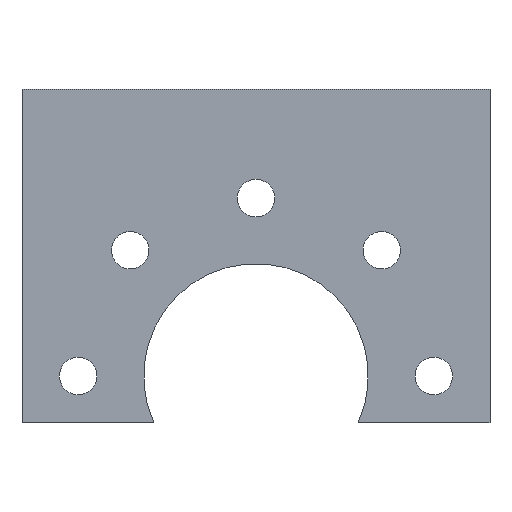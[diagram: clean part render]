
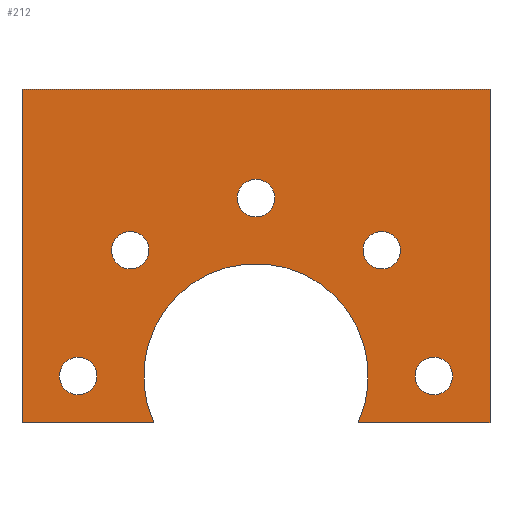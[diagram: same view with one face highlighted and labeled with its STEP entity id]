
A CAD part, left-side view. The second image highlights one B-rep face of the part: STEP entity #212.
In plain terms, the highlighted planar face has unit normal (-1, 0, 0).
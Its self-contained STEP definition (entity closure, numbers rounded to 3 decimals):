
#4 = ORIENTED_EDGE ( 'NONE', *, *, #479, .T. ) ;
#9 = CIRCLE ( 'NONE', #38, 1. ) ;
#10 = CARTESIAN_POINT ( 'NONE',  ( -46.556, 8.196, -16.389 ) ) ;
#15 = CARTESIAN_POINT ( 'NONE',  ( -46.556, 1.15, -16.389 ) ) ;
#21 = EDGE_CURVE ( 'NONE', #565, #477, #356, .T. ) ;
#27 = CIRCLE ( 'NONE', #78, 1. ) ;
#36 = DIRECTION ( 'NONE',  ( 1., 0., 0. ) ) ;
#37 = VECTOR ( 'NONE', #43, 1000. ) ;
#38 = AXIS2_PLACEMENT_3D ( 'NONE', #549, #291, #339 ) ;
#42 = DIRECTION ( 'NONE',  ( 1., 0., 0. ) ) ;
#43 = DIRECTION ( 'NONE',  ( 0., -1., 0. ) ) ;
#51 = CARTESIAN_POINT ( 'NONE',  ( -46.556, -16.804, -16.389 ) ) ;
#56 = DIRECTION ( 'NONE',  ( 1., 0., 0. ) ) ;
#68 = ORIENTED_EDGE ( 'NONE', *, *, #512, .T. ) ;
#71 = AXIS2_PLACEMENT_3D ( 'NONE', #501, #605, #663 ) ;
#78 = AXIS2_PLACEMENT_3D ( 'NONE', #138, #306, #359 ) ;
#93 = EDGE_LOOP ( 'NONE', ( #468, #532, #199, #578, #654, #405 ) ) ;
#95 = DIRECTION ( 'NONE',  ( 1., 0., 0. ) ) ;
#99 = CARTESIAN_POINT ( 'NONE',  ( -46.556, 2.413, -7.172 ) ) ;
#108 = DIRECTION ( 'NONE',  ( 0., 0., -1. ) ) ;
#109 = VERTEX_POINT ( 'NONE', #387 ) ;
#113 = CARTESIAN_POINT ( 'NONE',  ( -46.556, -4.304, -3.389 ) ) ;
#119 = VERTEX_POINT ( 'NONE', #499 ) ;
#122 = AXIS2_PLACEMENT_3D ( 'NONE', #537, #177, #495 ) ;
#128 = CARTESIAN_POINT ( 'NONE',  ( -46.556, -13.804, -14.889 ) ) ;
#131 = EDGE_LOOP ( 'NONE', ( #535, #567 ) ) ;
#133 = VECTOR ( 'NONE', #163, 1000. ) ;
#138 = CARTESIAN_POINT ( 'NONE',  ( -46.556, -11.022, -7.172 ) ) ;
#145 = PLANE ( 'NONE',  #71 ) ;
#150 = EDGE_CURVE ( 'NONE', #260, #119, #436, .T. ) ;
#158 = AXIS2_PLACEMENT_3D ( 'NONE', #480, #56, #473 ) ;
#159 = EDGE_LOOP ( 'NONE', ( #68, #4 ) ) ;
#163 = DIRECTION ( 'NONE',  ( 0., -1., 0. ) ) ;
#165 = CARTESIAN_POINT ( 'NONE',  ( -46.556, 5.196, -13.889 ) ) ;
#166 = EDGE_LOOP ( 'NONE', ( #413, #211 ) ) ;
#171 = AXIS2_PLACEMENT_3D ( 'NONE', #607, #183, #347 ) ;
#177 = DIRECTION ( 'NONE',  ( 1., 0., 0. ) ) ;
#183 = DIRECTION ( 'NONE',  ( 1., 0., 0. ) ) ;
#189 = VERTEX_POINT ( 'NONE', #310 ) ;
#194 = CARTESIAN_POINT ( 'NONE',  ( -46.556, -16.804, 1.43 ) ) ;
#199 = ORIENTED_EDGE ( 'NONE', *, *, #336, .T. ) ;
#203 = LINE ( 'NONE', #256, #37 ) ;
#211 = ORIENTED_EDGE ( 'NONE', *, *, #360, .T. ) ;
#212 = ADVANCED_FACE ( 'NONE', ( #401, #450, #404, #265, #668, #612 ), #145, .F. ) ;
#214 = EDGE_CURVE ( 'NONE', #222, #556, #27, .T. ) ;
#217 = CIRCLE ( 'NONE', #589, 1. ) ;
#219 = VECTOR ( 'NONE', #513, 1000. ) ;
#222 = VERTEX_POINT ( 'NONE', #504 ) ;
#241 = EDGE_CURVE ( 'NONE', #109, #583, #203, .T. ) ;
#251 = AXIS2_PLACEMENT_3D ( 'NONE', #432, #526, #108 ) ;
#256 = CARTESIAN_POINT ( 'NONE',  ( -46.556, 8.196, 1.43 ) ) ;
#260 = VERTEX_POINT ( 'NONE', #467 ) ;
#263 = AXIS2_PLACEMENT_3D ( 'NONE', #99, #95, #616 ) ;
#265 = FACE_BOUND ( 'NONE', #159, .T. ) ;
#272 = EDGE_LOOP ( 'NONE', ( #425, #527 ) ) ;
#274 = CARTESIAN_POINT ( 'NONE',  ( -46.556, 2.413, -8.172 ) ) ;
#280 = EDGE_CURVE ( 'NONE', #477, #565, #300, .T. ) ;
#291 = DIRECTION ( 'NONE',  ( 1., 0., 0. ) ) ;
#297 = DIRECTION ( 'NONE',  ( 0., 0., 1. ) ) ;
#300 = CIRCLE ( 'NONE', #263, 1. ) ;
#301 = CARTESIAN_POINT ( 'NONE',  ( -46.556, -4.304, -5.389 ) ) ;
#302 = CIRCLE ( 'NONE', #158, 1. ) ;
#306 = DIRECTION ( 'NONE',  ( 1., 0., 0. ) ) ;
#308 = EDGE_CURVE ( 'NONE', #364, #109, #455, .T. ) ;
#310 = CARTESIAN_POINT ( 'NONE',  ( -46.556, -9.758, -16.389 ) ) ;
#315 = DIRECTION ( 'NONE',  ( 0., 0., 1. ) ) ;
#334 = CIRCLE ( 'NONE', #423, 1. ) ;
#336 = EDGE_CURVE ( 'NONE', #364, #456, #470, .T. ) ;
#339 = DIRECTION ( 'NONE',  ( 0., 0., -1. ) ) ;
#346 = CIRCLE ( 'NONE', #399, 1. ) ;
#347 = DIRECTION ( 'NONE',  ( 0., 0., -1. ) ) ;
#356 = CIRCLE ( 'NONE', #643, 1. ) ;
#359 = DIRECTION ( 'NONE',  ( 0., 0., -1. ) ) ;
#360 = EDGE_CURVE ( 'NONE', #119, #260, #217, .T. ) ;
#361 = EDGE_LOOP ( 'NONE', ( #367, #625 ) ) ;
#364 = VERTEX_POINT ( 'NONE', #10 ) ;
#367 = ORIENTED_EDGE ( 'NONE', *, *, #280, .T. ) ;
#371 = LINE ( 'NONE', #406, #219 ) ;
#387 = CARTESIAN_POINT ( 'NONE',  ( -46.556, 8.196, 1.43 ) ) ;
#390 = DIRECTION ( 'NONE',  ( 0., 0., -1. ) ) ;
#399 = AXIS2_PLACEMENT_3D ( 'NONE', #657, #42, #390 ) ;
#400 = CARTESIAN_POINT ( 'NONE',  ( -46.556, -11.022, -6.172 ) ) ;
#401 = FACE_BOUND ( 'NONE', #166, .T. ) ;
#404 = FACE_BOUND ( 'NONE', #272, .T. ) ;
#405 = ORIENTED_EDGE ( 'NONE', *, *, #514, .T. ) ;
#406 = CARTESIAN_POINT ( 'NONE',  ( -46.556, 8.196, -16.389 ) ) ;
#413 = ORIENTED_EDGE ( 'NONE', *, *, #150, .T. ) ;
#423 = AXIS2_PLACEMENT_3D ( 'NONE', #594, #36, #655 ) ;
#425 = ORIENTED_EDGE ( 'NONE', *, *, #442, .T. ) ;
#432 = CARTESIAN_POINT ( 'NONE',  ( -46.556, -4.304, -4.389 ) ) ;
#436 = CIRCLE ( 'NONE', #122, 1. ) ;
#437 = DIRECTION ( 'NONE',  ( 1., 0., 0. ) ) ;
#442 = EDGE_CURVE ( 'NONE', #606, #491, #615, .T. ) ;
#450 = FACE_BOUND ( 'NONE', #361, .T. ) ;
#455 = LINE ( 'NONE', #666, #600 ) ;
#456 = VERTEX_POINT ( 'NONE', #15 ) ;
#467 = CARTESIAN_POINT ( 'NONE',  ( -46.556, 5.196, -14.889 ) ) ;
#468 = ORIENTED_EDGE ( 'NONE', *, *, #241, .F. ) ;
#470 = LINE ( 'NONE', #476, #133 ) ;
#473 = DIRECTION ( 'NONE',  ( 0., 0., -1. ) ) ;
#476 = CARTESIAN_POINT ( 'NONE',  ( -46.556, 8.196, -16.389 ) ) ;
#477 = VERTEX_POINT ( 'NONE', #274 ) ;
#479 = EDGE_CURVE ( 'NONE', #506, #511, #302, .T. ) ;
#480 = CARTESIAN_POINT ( 'NONE',  ( -46.556, -13.804, -13.889 ) ) ;
#491 = VERTEX_POINT ( 'NONE', #113 ) ;
#495 = DIRECTION ( 'NONE',  ( 0., 0., -1. ) ) ;
#498 = CARTESIAN_POINT ( 'NONE',  ( -46.556, -16.804, 23.611 ) ) ;
#499 = CARTESIAN_POINT ( 'NONE',  ( -46.556, 5.196, -12.889 ) ) ;
#501 = CARTESIAN_POINT ( 'NONE',  ( -46.556, 8.196, 23.611 ) ) ;
#504 = CARTESIAN_POINT ( 'NONE',  ( -46.556, -11.022, -8.172 ) ) ;
#506 = VERTEX_POINT ( 'NONE', #645 ) ;
#511 = VERTEX_POINT ( 'NONE', #128 ) ;
#512 = EDGE_CURVE ( 'NONE', #511, #506, #9, .T. ) ;
#513 = DIRECTION ( 'NONE',  ( 0., -1., 0. ) ) ;
#514 = EDGE_CURVE ( 'NONE', #664, #583, #554, .T. ) ;
#526 = DIRECTION ( 'NONE',  ( 1., 0., 0. ) ) ;
#527 = ORIENTED_EDGE ( 'NONE', *, *, #601, .T. ) ;
#528 = EDGE_CURVE ( 'NONE', #456, #189, #581, .T. ) ;
#532 = ORIENTED_EDGE ( 'NONE', *, *, #308, .F. ) ;
#535 = ORIENTED_EDGE ( 'NONE', *, *, #214, .T. ) ;
#537 = CARTESIAN_POINT ( 'NONE',  ( -46.556, 5.196, -13.889 ) ) ;
#549 = CARTESIAN_POINT ( 'NONE',  ( -46.556, -13.804, -13.889 ) ) ;
#554 = LINE ( 'NONE', #498, #626 ) ;
#556 = VERTEX_POINT ( 'NONE', #400 ) ;
#557 = CARTESIAN_POINT ( 'NONE',  ( -46.556, 2.413, -6.172 ) ) ;
#565 = VERTEX_POINT ( 'NONE', #557 ) ;
#567 = ORIENTED_EDGE ( 'NONE', *, *, #576, .T. ) ;
#569 = DIRECTION ( 'NONE',  ( 1., 0., 0. ) ) ;
#576 = EDGE_CURVE ( 'NONE', #556, #222, #346, .T. ) ;
#578 = ORIENTED_EDGE ( 'NONE', *, *, #528, .T. ) ;
#581 = CIRCLE ( 'NONE', #171, 6. ) ;
#583 = VERTEX_POINT ( 'NONE', #194 ) ;
#589 = AXIS2_PLACEMENT_3D ( 'NONE', #165, #569, #630 ) ;
#590 = CARTESIAN_POINT ( 'NONE',  ( -46.556, 2.413, -7.172 ) ) ;
#594 = CARTESIAN_POINT ( 'NONE',  ( -46.556, -4.304, -4.389 ) ) ;
#600 = VECTOR ( 'NONE', #315, 1000. ) ;
#601 = EDGE_CURVE ( 'NONE', #491, #606, #334, .T. ) ;
#605 = DIRECTION ( 'NONE',  ( 1., 0., 0. ) ) ;
#606 = VERTEX_POINT ( 'NONE', #301 ) ;
#607 = CARTESIAN_POINT ( 'NONE',  ( -46.556, -4.304, -13.889 ) ) ;
#612 = FACE_OUTER_BOUND ( 'NONE', #93, .T. ) ;
#615 = CIRCLE ( 'NONE', #251, 1. ) ;
#616 = DIRECTION ( 'NONE',  ( 0., 0., -1. ) ) ;
#625 = ORIENTED_EDGE ( 'NONE', *, *, #21, .T. ) ;
#626 = VECTOR ( 'NONE', #297, 1000. ) ;
#630 = DIRECTION ( 'NONE',  ( 0., 0., -1. ) ) ;
#643 = AXIS2_PLACEMENT_3D ( 'NONE', #590, #437, #648 ) ;
#645 = CARTESIAN_POINT ( 'NONE',  ( -46.556, -13.804, -12.889 ) ) ;
#648 = DIRECTION ( 'NONE',  ( 0., 0., -1. ) ) ;
#649 = EDGE_CURVE ( 'NONE', #189, #664, #371, .T. ) ;
#654 = ORIENTED_EDGE ( 'NONE', *, *, #649, .T. ) ;
#655 = DIRECTION ( 'NONE',  ( 0., 0., -1. ) ) ;
#657 = CARTESIAN_POINT ( 'NONE',  ( -46.556, -11.022, -7.172 ) ) ;
#663 = DIRECTION ( 'NONE',  ( 0., 0., -1. ) ) ;
#664 = VERTEX_POINT ( 'NONE', #51 ) ;
#666 = CARTESIAN_POINT ( 'NONE',  ( -46.556, 8.196, 23.611 ) ) ;
#668 = FACE_BOUND ( 'NONE', #131, .T. ) ;
